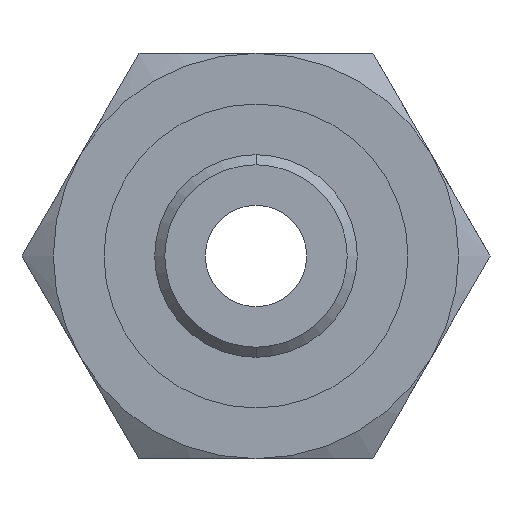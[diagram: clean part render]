
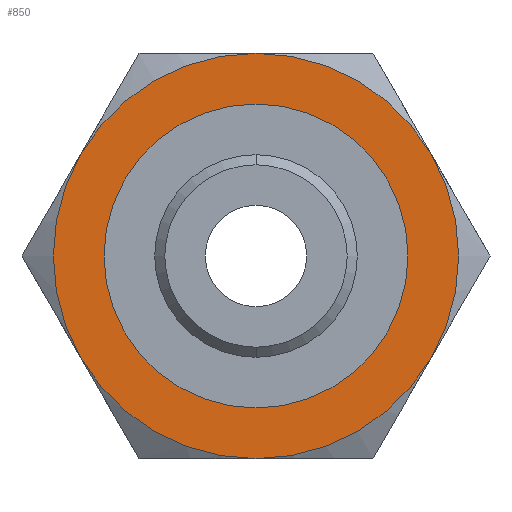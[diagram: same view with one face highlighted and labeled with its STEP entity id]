
A CAD part, front view. The second image highlights one B-rep face of the part: STEP entity #850.
In plain terms, the highlighted planar face has unit normal (0, -1, 0).
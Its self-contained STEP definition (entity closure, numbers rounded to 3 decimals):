
#1 = DIRECTION ( 'NONE',  ( 0., 0., 1. ) ) ;
#11 = DIRECTION ( 'NONE',  ( 0., 1., 0. ) ) ;
#17 = CARTESIAN_POINT ( 'NONE',  ( 0., -14.3, 0. ) ) ;
#18 = CIRCLE ( 'NONE', #985, 5. ) ;
#38 = AXIS2_PLACEMENT_3D ( 'NONE', #404, #237, #465 ) ;
#54 = AXIS2_PLACEMENT_3D ( 'NONE', #1390, #513, #421 ) ;
#83 = VERTEX_POINT ( 'NONE', #341 ) ;
#124 = CARTESIAN_POINT ( 'NONE',  ( 0., -14.3, 0. ) ) ;
#166 = DIRECTION ( 'NONE',  ( 0., 1., 0. ) ) ;
#195 = CIRCLE ( 'NONE', #38, 5. ) ;
#218 = CIRCLE ( 'NONE', #54, 3.75 ) ;
#228 = AXIS2_PLACEMENT_3D ( 'NONE', #674, #379, #1099 ) ;
#237 = DIRECTION ( 'NONE',  ( 0., 1., 0. ) ) ;
#250 = VERTEX_POINT ( 'NONE', #1516 ) ;
#291 = EDGE_CURVE ( 'NONE', #1111, #1370, #218, .T. ) ;
#341 = CARTESIAN_POINT ( 'NONE',  ( 4.33, -14.3, -2.5 ) ) ;
#344 = ORIENTED_EDGE ( 'NONE', *, *, #814, .F. ) ;
#353 = AXIS2_PLACEMENT_3D ( 'NONE', #575, #1675, #855 ) ;
#379 = DIRECTION ( 'NONE',  ( 0., -1., 0. ) ) ;
#404 = CARTESIAN_POINT ( 'NONE',  ( 0., -14.3, 0. ) ) ;
#421 = DIRECTION ( 'NONE',  ( 0., 0., 1. ) ) ;
#453 = CARTESIAN_POINT ( 'NONE',  ( 0., -14.3, 0. ) ) ;
#465 = DIRECTION ( 'NONE',  ( 0., 0., 1. ) ) ;
#475 = AXIS2_PLACEMENT_3D ( 'NONE', #453, #166, #976 ) ;
#503 = VERTEX_POINT ( 'NONE', #1167 ) ;
#513 = DIRECTION ( 'NONE',  ( 0., -1., 0. ) ) ;
#536 = AXIS2_PLACEMENT_3D ( 'NONE', #124, #1069, #1204 ) ;
#575 = CARTESIAN_POINT ( 'NONE',  ( 0., -14.3, 0. ) ) ;
#674 = CARTESIAN_POINT ( 'NONE',  ( 0., -14.3, 0. ) ) ;
#693 = DIRECTION ( 'NONE',  ( 0., 0., 1. ) ) ;
#697 = VERTEX_POINT ( 'NONE', #998 ) ;
#710 = DIRECTION ( 'NONE',  ( 0., 1., 0. ) ) ;
#718 = CARTESIAN_POINT ( 'NONE',  ( 0., -14.3, 0. ) ) ;
#758 = VERTEX_POINT ( 'NONE', #1405 ) ;
#808 = PLANE ( 'NONE',  #1612 ) ;
#814 = EDGE_CURVE ( 'NONE', #758, #697, #18, .T. ) ;
#831 = CIRCLE ( 'NONE', #1103, 5. ) ;
#850 = ADVANCED_FACE ( 'NONE', ( #1051, #1015 ), #808, .F. ) ;
#855 = DIRECTION ( 'NONE',  ( 0., 0., 1. ) ) ;
#908 = EDGE_CURVE ( 'NONE', #250, #1494, #195, .T. ) ;
#945 = CARTESIAN_POINT ( 'NONE',  ( 4.33, -14.3, 2.5 ) ) ;
#952 = EDGE_CURVE ( 'NONE', #697, #250, #831, .T. ) ;
#976 = DIRECTION ( 'NONE',  ( 0., 0., 1. ) ) ;
#983 = CIRCLE ( 'NONE', #536, 5. ) ;
#985 = AXIS2_PLACEMENT_3D ( 'NONE', #1721, #1725, #1735 ) ;
#998 = CARTESIAN_POINT ( 'NONE',  ( -4.33, -14.3, 2.5 ) ) ;
#1015 = FACE_BOUND ( 'NONE', #1598, .T. ) ;
#1047 = ORIENTED_EDGE ( 'NONE', *, *, #291, .F. ) ;
#1051 = FACE_OUTER_BOUND ( 'NONE', #1246, .T. ) ;
#1069 = DIRECTION ( 'NONE',  ( 0., 1., 0. ) ) ;
#1099 = DIRECTION ( 'NONE',  ( 0., 0., 1. ) ) ;
#1103 = AXIS2_PLACEMENT_3D ( 'NONE', #17, #11, #1 ) ;
#1111 = VERTEX_POINT ( 'NONE', #1400 ) ;
#1123 = CIRCLE ( 'NONE', #475, 5. ) ;
#1167 = CARTESIAN_POINT ( 'NONE',  ( 0., -14.3, -5. ) ) ;
#1198 = EDGE_CURVE ( 'NONE', #1370, #1111, #1473, .T. ) ;
#1204 = DIRECTION ( 'NONE',  ( 0., 0., 1. ) ) ;
#1212 = CIRCLE ( 'NONE', #353, 5. ) ;
#1246 = EDGE_LOOP ( 'NONE', ( #1684, #1267, #344, #1475, #1482, #1305 ) ) ;
#1267 = ORIENTED_EDGE ( 'NONE', *, *, #952, .F. ) ;
#1281 = EDGE_CURVE ( 'NONE', #1494, #83, #1212, .T. ) ;
#1305 = ORIENTED_EDGE ( 'NONE', *, *, #1281, .F. ) ;
#1370 = VERTEX_POINT ( 'NONE', #1489 ) ;
#1390 = CARTESIAN_POINT ( 'NONE',  ( 0., -14.3, 0. ) ) ;
#1400 = CARTESIAN_POINT ( 'NONE',  ( 0., -14.3, -3.75 ) ) ;
#1405 = CARTESIAN_POINT ( 'NONE',  ( -4.33, -14.3, -2.5 ) ) ;
#1467 = EDGE_CURVE ( 'NONE', #83, #503, #1123, .T. ) ;
#1473 = CIRCLE ( 'NONE', #228, 3.75 ) ;
#1475 = ORIENTED_EDGE ( 'NONE', *, *, #1756, .F. ) ;
#1482 = ORIENTED_EDGE ( 'NONE', *, *, #1467, .F. ) ;
#1489 = CARTESIAN_POINT ( 'NONE',  ( 0., -14.3, 3.75 ) ) ;
#1494 = VERTEX_POINT ( 'NONE', #945 ) ;
#1516 = CARTESIAN_POINT ( 'NONE',  ( 0., -14.3, 5. ) ) ;
#1524 = ORIENTED_EDGE ( 'NONE', *, *, #1198, .F. ) ;
#1598 = EDGE_LOOP ( 'NONE', ( #1524, #1047 ) ) ;
#1612 = AXIS2_PLACEMENT_3D ( 'NONE', #718, #710, #693 ) ;
#1675 = DIRECTION ( 'NONE',  ( 0., 1., 0. ) ) ;
#1684 = ORIENTED_EDGE ( 'NONE', *, *, #908, .F. ) ;
#1721 = CARTESIAN_POINT ( 'NONE',  ( 0., -14.3, 0. ) ) ;
#1725 = DIRECTION ( 'NONE',  ( 0., 1., 0. ) ) ;
#1735 = DIRECTION ( 'NONE',  ( 0., 0., 1. ) ) ;
#1756 = EDGE_CURVE ( 'NONE', #503, #758, #983, .T. ) ;
